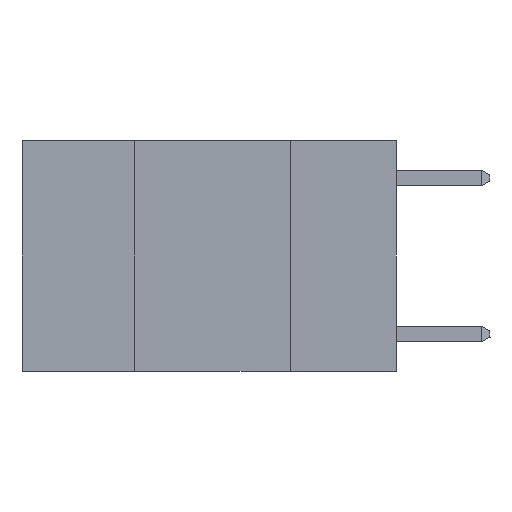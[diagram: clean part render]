
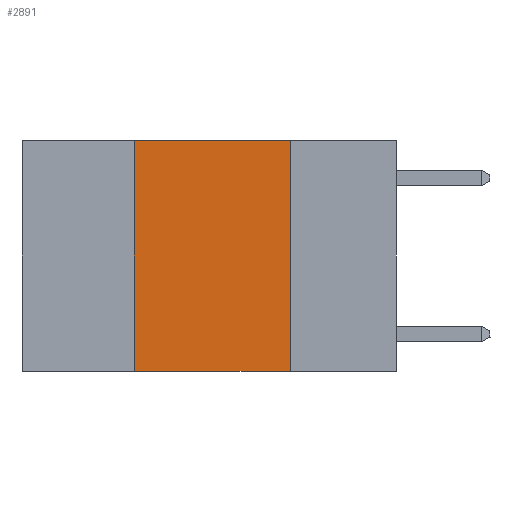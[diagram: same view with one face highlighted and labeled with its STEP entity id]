
A CAD part, left-side view. The second image highlights one B-rep face of the part: STEP entity #2891.
In plain terms, the highlighted planar face has unit normal (-1, 0, 0).
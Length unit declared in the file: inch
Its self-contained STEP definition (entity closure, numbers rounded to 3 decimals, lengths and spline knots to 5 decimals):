
#207 = VERTEX_POINT ( 'NONE', #9232 ) ;
#715 = EDGE_CURVE ( 'NONE', #12456, #207, #11885, .T. ) ;
#779 = DIRECTION ( 'NONE',  ( 0., -1., 0. ) ) ;
#1305 = EDGE_CURVE ( 'NONE', #12456, #3961, #3678, .T. ) ;
#2891 = ADVANCED_FACE ( 'NONE', ( #3625 ), #11886, .F. ) ;
#3063 = ORIENTED_EDGE ( 'NONE', *, *, #11936, .F. ) ;
#3336 = VECTOR ( 'NONE', #10164, 39.37008 ) ;
#3535 = EDGE_LOOP ( 'NONE', ( #3063, #10190, #12187, #8498 ) ) ;
#3625 = FACE_OUTER_BOUND ( 'NONE', #3535, .T. ) ;
#3678 = LINE ( 'NONE', #11218, #3336 ) ;
#3961 = VERTEX_POINT ( 'NONE', #13736 ) ;
#5142 = CARTESIAN_POINT ( 'NONE',  ( 0., 0.17, 0. ) ) ;
#5392 = DIRECTION ( 'NONE',  ( 1., 0., 0. ) ) ;
#5631 = LINE ( 'NONE', #9795, #8443 ) ;
#5773 = VECTOR ( 'NONE', #10123, 39.37008 ) ;
#7427 = AXIS2_PLACEMENT_3D ( 'NONE', #9750, #5392, #12978 ) ;
#8237 = CARTESIAN_POINT ( 'NONE',  ( 0., 0.6, -0.37 ) ) ;
#8443 = VECTOR ( 'NONE', #14083, 39.37008 ) ;
#8498 = ORIENTED_EDGE ( 'NONE', *, *, #715, .T. ) ;
#9232 = CARTESIAN_POINT ( 'NONE',  ( 0., 0.17, -0.37 ) ) ;
#9634 = CARTESIAN_POINT ( 'NONE',  ( 0., 0.6, 0. ) ) ;
#9750 = CARTESIAN_POINT ( 'NONE',  ( 0., 0.6, 0. ) ) ;
#9795 = CARTESIAN_POINT ( 'NONE',  ( 0., 0.17, 0. ) ) ;
#9921 = VECTOR ( 'NONE', #779, 39.37008 ) ;
#10123 = DIRECTION ( 'NONE',  ( 0., -1., 0. ) ) ;
#10164 = DIRECTION ( 'NONE',  ( 0., 0., 1. ) ) ;
#10190 = ORIENTED_EDGE ( 'NONE', *, *, #12507, .F. ) ;
#11218 = CARTESIAN_POINT ( 'NONE',  ( 0., 0.42, 0. ) ) ;
#11885 = LINE ( 'NONE', #8237, #5773 ) ;
#11886 = PLANE ( 'NONE',  #7427 ) ;
#11936 = EDGE_CURVE ( 'NONE', #13763, #207, #5631, .T. ) ;
#12187 = ORIENTED_EDGE ( 'NONE', *, *, #1305, .F. ) ;
#12456 = VERTEX_POINT ( 'NONE', #13843 ) ;
#12507 = EDGE_CURVE ( 'NONE', #3961, #13763, #12766, .T. ) ;
#12766 = LINE ( 'NONE', #9634, #9921 ) ;
#12978 = DIRECTION ( 'NONE',  ( 0., 0., -1. ) ) ;
#13736 = CARTESIAN_POINT ( 'NONE',  ( 0., 0.42, 0. ) ) ;
#13763 = VERTEX_POINT ( 'NONE', #5142 ) ;
#13843 = CARTESIAN_POINT ( 'NONE',  ( 0., 0.42, -0.37 ) ) ;
#14083 = DIRECTION ( 'NONE',  ( 0., 0., -1. ) ) ;
